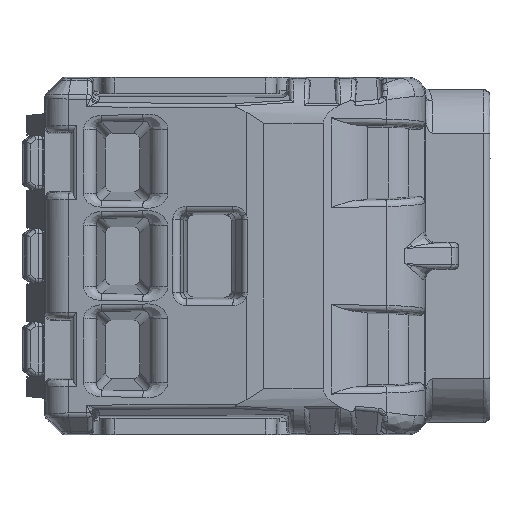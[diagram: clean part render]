
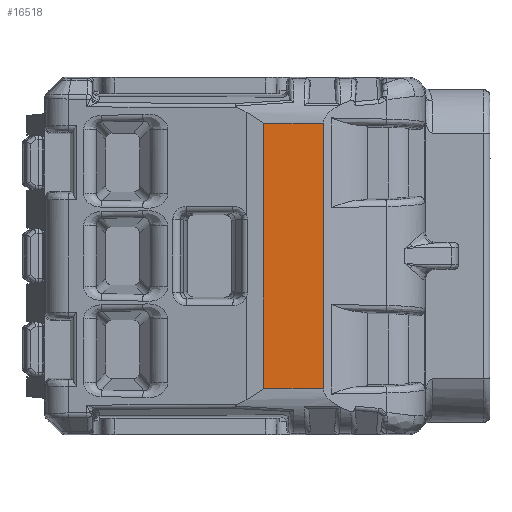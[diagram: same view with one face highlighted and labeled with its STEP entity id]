
A CAD part, front view. The second image highlights one B-rep face of the part: STEP entity #16518.
In plain terms, the highlighted planar face has unit normal (0, -1, 0).
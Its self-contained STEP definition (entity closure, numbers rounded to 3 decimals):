
#1475 = CARTESIAN_POINT ( 'NONE',  ( 9.299, -4.95, 5.989 ) ) ;
#1866 = B_SPLINE_CURVE_WITH_KNOTS ( 'NONE', 3,
 ( #3581, #3819, #7795, #18884 ),
 .UNSPECIFIED., .F., .F.,
 ( 4, 4 ),
 ( 0., 1. ),
 .UNSPECIFIED. ) ;
#1937 = EDGE_CURVE ( 'NONE', #24507, #33832, #27808, .T. ) ;
#2324 = DIRECTION ( 'NONE',  ( 0., -1., 0. ) ) ;
#3276 = CARTESIAN_POINT ( 'NONE',  ( 12., -4.95, -8.05 ) ) ;
#3581 = CARTESIAN_POINT ( 'NONE',  ( 9.298, -4.95, -2.577 ) ) ;
#3819 = CARTESIAN_POINT ( 'NONE',  ( 9.297, -4.95, -2.227 ) ) ;
#4126 = CARTESIAN_POINT ( 'NONE',  ( 9.297, -4.95, -0.675 ) ) ;
#4845 = VERTEX_POINT ( 'NONE', #6530 ) ;
#6530 = CARTESIAN_POINT ( 'NONE',  ( 12., -4.95, -5.989 ) ) ;
#7230 = EDGE_CURVE ( 'NONE', #4845, #15441, #11939, .T. ) ;
#7597 = ORIENTED_EDGE ( 'NONE', *, *, #1937, .F. ) ;
#7609 = VERTEX_POINT ( 'NONE', #1475 ) ;
#7795 = CARTESIAN_POINT ( 'NONE',  ( 9.297, -4.95, -1.876 ) ) ;
#8114 = CARTESIAN_POINT ( 'NONE',  ( 9.297, -4.95, 0.083 ) ) ;
#8262 = DIRECTION ( 'NONE',  ( 0., 0., 1. ) ) ;
#9804 = CARTESIAN_POINT ( 'NONE',  ( 9.299, -4.95, -3.874 ) ) ;
#11132 = VECTOR ( 'NONE', #8262, 1000. ) ;
#11215 = CARTESIAN_POINT ( 'NONE',  ( 9.299, -4.95, -8.05 ) ) ;
#11386 = CARTESIAN_POINT ( 'NONE',  ( 9.299, -4.95, -2.817 ) ) ;
#11430 = B_SPLINE_CURVE_WITH_KNOTS ( 'NONE', 3,
 ( #41574, #33479, #4126, #44790 ),
 .UNSPECIFIED., .F., .F.,
 ( 4, 4 ),
 ( 0., 1. ),
 .UNSPECIFIED. ) ;
#11939 = LINE ( 'NONE', #24254, #31139 ) ;
#13491 = VECTOR ( 'NONE', #23449, 1000. ) ;
#13604 = ORIENTED_EDGE ( 'NONE', *, *, #37774, .F. ) ;
#15141 = LINE ( 'NONE', #3276, #22967 ) ;
#15441 = VERTEX_POINT ( 'NONE', #48150 ) ;
#16518 = ADVANCED_FACE ( 'NONE', ( #43241 ), #24307, .T. ) ;
#18720 = CARTESIAN_POINT ( 'NONE',  ( 9.297, -4.95, -1.526 ) ) ;
#18884 = CARTESIAN_POINT ( 'NONE',  ( 9.297, -4.95, -1.526 ) ) ;
#19210 = CARTESIAN_POINT ( 'NONE',  ( 9.297, -4.95, -0.25 ) ) ;
#19507 = CARTESIAN_POINT ( 'NONE',  ( -0.55, -4.95, 5.989 ) ) ;
#19950 = AXIS2_PLACEMENT_3D ( 'NONE', #46713, #2324, #35130 ) ;
#21363 = CARTESIAN_POINT ( 'NONE',  ( 9.299, -4.95, -4.931 ) ) ;
#22634 = CARTESIAN_POINT ( 'NONE',  ( 9.297, -4.95, -0.25 ) ) ;
#22967 = VECTOR ( 'NONE', #37783, 1000. ) ;
#23153 = CARTESIAN_POINT ( 'NONE',  ( 9.296, -4.95, 0.249 ) ) ;
#23220 = EDGE_CURVE ( 'NONE', #47100, #26748, #1866, .T. ) ;
#23449 = DIRECTION ( 'NONE',  ( 1., 0., 0. ) ) ;
#23730 = ORIENTED_EDGE ( 'NONE', *, *, #23825, .F. ) ;
#23825 = EDGE_CURVE ( 'NONE', #15441, #40462, #27573, .T. ) ;
#24028 = ORIENTED_EDGE ( 'NONE', *, *, #42825, .F. ) ;
#24254 = CARTESIAN_POINT ( 'NONE',  ( -0.55, -4.95, -5.989 ) ) ;
#24307 = PLANE ( 'NONE',  #19950 ) ;
#24507 = VERTEX_POINT ( 'NONE', #22634 ) ;
#26112 = EDGE_CURVE ( 'NONE', #33705, #4845, #15141, .T. ) ;
#26425 = CARTESIAN_POINT ( 'NONE',  ( 9.298, -4.95, -2.657 ) ) ;
#26665 = CARTESIAN_POINT ( 'NONE',  ( 9.299, -4.95, -2.737 ) ) ;
#26748 = VERTEX_POINT ( 'NONE', #18720 ) ;
#27573 = B_SPLINE_CURVE_WITH_KNOTS ( 'NONE', 3,
 ( #32462, #21363, #9804, #32705 ),
 .UNSPECIFIED., .F., .F.,
 ( 4, 4 ),
 ( 0., 1. ),
 .UNSPECIFIED. ) ;
#27808 = B_SPLINE_CURVE_WITH_KNOTS ( 'NONE', 3,
 ( #19210, #41840, #8114, #23153 ),
 .UNSPECIFIED., .F., .F.,
 ( 4, 4 ),
 ( 0., 1. ),
 .UNSPECIFIED. ) ;
#28721 = EDGE_CURVE ( 'NONE', #7609, #33705, #31079, .T. ) ;
#29600 = CARTESIAN_POINT ( 'NONE',  ( 12., -4.95, 5.989 ) ) ;
#30196 = LINE ( 'NONE', #11215, #11132 ) ;
#30572 = ORIENTED_EDGE ( 'NONE', *, *, #40303, .F. ) ;
#30683 = EDGE_LOOP ( 'NONE', ( #32633, #30572, #7597, #13604, #45949, #24028, #23730, #48441, #32144 ) ) ;
#31079 = LINE ( 'NONE', #19507, #13491 ) ;
#31139 = VECTOR ( 'NONE', #47639, 1000. ) ;
#32144 = ORIENTED_EDGE ( 'NONE', *, *, #26112, .F. ) ;
#32462 = CARTESIAN_POINT ( 'NONE',  ( 9.299, -4.95, -5.989 ) ) ;
#32633 = ORIENTED_EDGE ( 'NONE', *, *, #28721, .F. ) ;
#32705 = CARTESIAN_POINT ( 'NONE',  ( 9.299, -4.95, -2.817 ) ) ;
#33479 = CARTESIAN_POINT ( 'NONE',  ( 9.297, -4.95, -1.101 ) ) ;
#33705 = VERTEX_POINT ( 'NONE', #29600 ) ;
#33832 = VERTEX_POINT ( 'NONE', #47536 ) ;
#35130 = DIRECTION ( 'NONE',  ( 0., 0., -1. ) ) ;
#37774 = EDGE_CURVE ( 'NONE', #26748, #24507, #11430, .T. ) ;
#37783 = DIRECTION ( 'NONE',  ( 0., 0., -1. ) ) ;
#38970 = CARTESIAN_POINT ( 'NONE',  ( 9.298, -4.95, -2.577 ) ) ;
#39183 = B_SPLINE_CURVE_WITH_KNOTS ( 'NONE', 3,
 ( #11386, #26665, #26425, #44870 ),
 .UNSPECIFIED., .F., .F.,
 ( 4, 4 ),
 ( 0., 1. ),
 .UNSPECIFIED. ) ;
#40303 = EDGE_CURVE ( 'NONE', #33832, #7609, #30196, .T. ) ;
#40462 = VERTEX_POINT ( 'NONE', #43929 ) ;
#41574 = CARTESIAN_POINT ( 'NONE',  ( 9.297, -4.95, -1.526 ) ) ;
#41840 = CARTESIAN_POINT ( 'NONE',  ( 9.297, -4.95, -0.084 ) ) ;
#42825 = EDGE_CURVE ( 'NONE', #40462, #47100, #39183, .T. ) ;
#43241 = FACE_OUTER_BOUND ( 'NONE', #30683, .T. ) ;
#43929 = CARTESIAN_POINT ( 'NONE',  ( 9.299, -4.95, -2.817 ) ) ;
#44790 = CARTESIAN_POINT ( 'NONE',  ( 9.297, -4.95, -0.25 ) ) ;
#44870 = CARTESIAN_POINT ( 'NONE',  ( 9.298, -4.95, -2.577 ) ) ;
#45949 = ORIENTED_EDGE ( 'NONE', *, *, #23220, .F. ) ;
#46713 = CARTESIAN_POINT ( 'NONE',  ( 9.299, -4.95, -8.05 ) ) ;
#47100 = VERTEX_POINT ( 'NONE', #38970 ) ;
#47536 = CARTESIAN_POINT ( 'NONE',  ( 9.296, -4.95, 0.249 ) ) ;
#47639 = DIRECTION ( 'NONE',  ( -1., 0., 0. ) ) ;
#48150 = CARTESIAN_POINT ( 'NONE',  ( 9.299, -4.95, -5.989 ) ) ;
#48441 = ORIENTED_EDGE ( 'NONE', *, *, #7230, .F. ) ;
